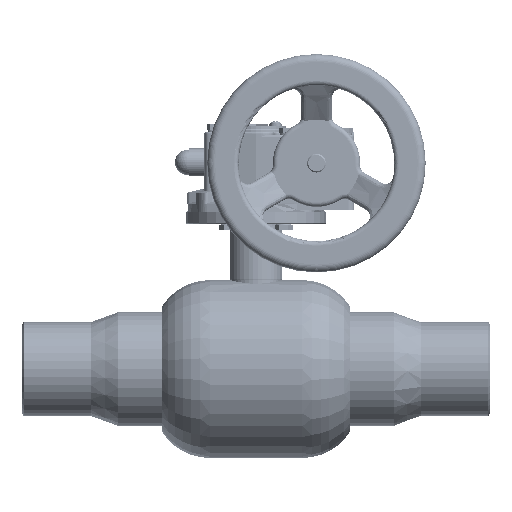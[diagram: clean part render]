
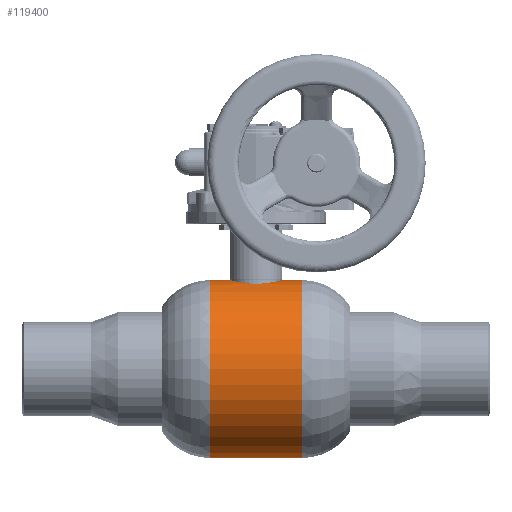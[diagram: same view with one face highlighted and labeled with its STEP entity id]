
A CAD part, top view. The second image highlights one B-rep face of the part: STEP entity #119400.
In plain terms, the highlighted cylindrical face has radius 57 mm (diameter 114 mm), a partial arc.
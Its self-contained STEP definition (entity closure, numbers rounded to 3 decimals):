
#2504 = ORIENTED_EDGE ( 'NONE', *, *, #45635, .F. ) ;
#5840 = DIRECTION ( 'NONE',  ( -1., 0., 0. ) ) ;
#7772 = B_SPLINE_CURVE_WITH_KNOTS ( 'NONE', 3,
 ( #54204, #41061, #41764, #21201, #88535, #108314, #29353, #74013, #18326, #130289, #74736, #63041, #107600, #52065, #96675, #43201, #8053, #52782, #97377, #86403, #65171, #53488, #98082, #131009, #30792, #75439, #42494, #87114 ),
 .UNSPECIFIED., .F., .F.,
 ( 4, 2, 2, 2, 2, 2, 2, 2, 2, 2, 2, 2, 2, 4 ),
 ( 0.025, 0.027, 0.028, 0.031, 0.033, 0.035, 0.036, 0.038, 0.041, 0.042, 0.044, 0.047, 0.049, 0.05 ),
 .UNSPECIFIED. ) ;
#8053 = CARTESIAN_POINT ( 'NONE',  ( -9.765, 55.566, 12.717 ) ) ;
#11479 = CARTESIAN_POINT ( 'NONE',  ( 15.484, 56.857, 4.166 ) ) ;
#13173 = AXIS2_PLACEMENT_3D ( 'NONE', #32693, #46568, #24573 ) ;
#15283 = VERTEX_POINT ( 'NONE', #77101 ) ;
#15441 = VERTEX_POINT ( 'NONE', #49956 ) ;
#18326 = CARTESIAN_POINT ( 'NONE',  ( -14.345, 56.557, 7.107 ) ) ;
#21201 = CARTESIAN_POINT ( 'NONE',  ( -15.869, 56.963, 2.108 ) ) ;
#21757 = CARTESIAN_POINT ( 'NONE',  ( 8.471, 55.359, 13.584 ) ) ;
#22477 = CARTESIAN_POINT ( 'NONE',  ( 0., 54.708, 16. ) ) ;
#23478 = DIRECTION ( 'NONE',  ( -1., 0., 0. ) ) ;
#24573 = DIRECTION ( 'NONE',  ( 0., -1., 0. ) ) ;
#24634 = CARTESIAN_POINT ( 'NONE',  ( 14.368, 56.562, 7.119 ) ) ;
#25009 = DIRECTION ( 'NONE',  ( -1., 0., 0. ) ) ;
#27377 = AXIS2_PLACEMENT_3D ( 'NONE', #85483, #140361, #130084 ) ;
#28281 = CARTESIAN_POINT ( 'NONE',  ( 15.869, 56.963, 2.11 ) ) ;
#28652 = CARTESIAN_POINT ( 'NONE',  ( 29.65, 57., 0. ) ) ;
#29353 = CARTESIAN_POINT ( 'NONE',  ( -15.178, 56.773, 5.171 ) ) ;
#30792 = CARTESIAN_POINT ( 'NONE',  ( -2.098, 54.746, 15.871 ) ) ;
#32693 = CARTESIAN_POINT ( 'NONE',  ( -29.65, 0., 0. ) ) ;
#32763 = CARTESIAN_POINT ( 'NONE',  ( 0.524, 54.708, 16. ) ) ;
#33843 = CARTESIAN_POINT ( 'NONE',  ( 0., -57., 0. ) ) ;
#34905 = CARTESIAN_POINT ( 'NONE',  ( 2.092, 54.746, 15.871 ) ) ;
#35634 = CARTESIAN_POINT ( 'NONE',  ( 12.697, 56.162, 9.749 ) ) ;
#36965 = EDGE_CURVE ( 'NONE', #98044, #15441, #114144, .T. ) ;
#37215 = VERTEX_POINT ( 'NONE', #51611 ) ;
#38106 = CARTESIAN_POINT ( 'NONE',  ( 0., 57., 0. ) ) ;
#40950 = EDGE_CURVE ( 'NONE', #15283, #37215, #90159, .T. ) ;
#41029 = LINE ( 'NONE', #38106, #85735 ) ;
#41061 = CARTESIAN_POINT ( 'NONE',  ( -16., 57., 0.525 ) ) ;
#41764 = CARTESIAN_POINT ( 'NONE',  ( -15.974, 56.993, 1.052 ) ) ;
#42494 = CARTESIAN_POINT ( 'NONE',  ( -0.524, 54.708, 16. ) ) ;
#43201 = CARTESIAN_POINT ( 'NONE',  ( -10.567, 55.715, 12.06 ) ) ;
#44473 = CARTESIAN_POINT ( 'NONE',  ( 11.68, 55.94, 10.948 ) ) ;
#45190 = CARTESIAN_POINT ( 'NONE',  ( 15.179, 56.774, 5.168 ) ) ;
#45635 = EDGE_CURVE ( 'NONE', #37215, #15441, #76318, .T. ) ;
#46083 = EDGE_CURVE ( 'NONE', #81302, #119690, #41029, .T. ) ;
#46187 = FACE_OUTER_BOUND ( 'NONE', #78898, .T. ) ;
#46568 = DIRECTION ( 'NONE',  ( -1., 0., 0. ) ) ;
#48441 = ORIENTED_EDGE ( 'NONE', *, *, #36965, .T. ) ;
#49956 = CARTESIAN_POINT ( 'NONE',  ( -29.65, 57., 0. ) ) ;
#50744 = ORIENTED_EDGE ( 'NONE', *, *, #107360, .F. ) ;
#51611 = CARTESIAN_POINT ( 'NONE',  ( -29.65, -57., 0. ) ) ;
#52065 = CARTESIAN_POINT ( 'NONE',  ( -12.031, 56.015, 10.561 ) ) ;
#52782 = CARTESIAN_POINT ( 'NONE',  ( -8.468, 55.358, 13.585 ) ) ;
#53488 = CARTESIAN_POINT ( 'NONE',  ( -5.17, 54.944, 15.178 ) ) ;
#54204 = CARTESIAN_POINT ( 'NONE',  ( -16., 57., 0. ) ) ;
#57618 = CARTESIAN_POINT ( 'NONE',  ( 8.019, 55.291, 13.855 ) ) ;
#57873 = CARTESIAN_POINT ( 'NONE',  ( 0., 57., 0. ) ) ;
#58015 = CARTESIAN_POINT ( 'NONE',  ( 0., 54.708, 16. ) ) ;
#58744 = EDGE_CURVE ( 'NONE', #15283, #81302, #90440, .T. ) ;
#60032 = DIRECTION ( 'NONE',  ( -1., 0., 0. ) ) ;
#63041 = CARTESIAN_POINT ( 'NONE',  ( -13.003, 56.232, 9.337 ) ) ;
#65171 = CARTESIAN_POINT ( 'NONE',  ( -6.617, 55.105, 14.577 ) ) ;
#68604 = CARTESIAN_POINT ( 'NONE',  ( 5.174, 54.944, 15.176 ) ) ;
#71487 = CARTESIAN_POINT ( 'NONE',  ( 16., 57., 0.527 ) ) ;
#74013 = CARTESIAN_POINT ( 'NONE',  ( -14.572, 56.615, 6.629 ) ) ;
#74736 = CARTESIAN_POINT ( 'NONE',  ( -13.582, 56.368, 8.474 ) ) ;
#75439 = CARTESIAN_POINT ( 'NONE',  ( -1.048, 54.716, 15.974 ) ) ;
#76318 = CIRCLE ( 'NONE', #13173, 57. ) ;
#77101 = CARTESIAN_POINT ( 'NONE',  ( 29.65, -57., 0. ) ) ;
#77414 = CARTESIAN_POINT ( 'NONE',  ( 6.619, 55.105, 14.576 ) ) ;
#78898 = EDGE_LOOP ( 'NONE', ( #130654, #137047, #50744, #129612, #48441, #2504, #104878 ) ) ;
#79577 = CARTESIAN_POINT ( 'NONE',  ( 2.615, 54.768, 15.794 ) ) ;
#80300 = CARTESIAN_POINT ( 'NONE',  ( 13.874, 56.437, 8.037 ) ) ;
#81302 = VERTEX_POINT ( 'NONE', #28652 ) ;
#83193 = CARTESIAN_POINT ( 'NONE',  ( 15.791, 56.942, 2.628 ) ) ;
#84509 = VECTOR ( 'NONE', #25009, 1000. ) ;
#85483 = CARTESIAN_POINT ( 'NONE',  ( 29.65, 0., 0. ) ) ;
#85735 = VECTOR ( 'NONE', #5840, 1000. ) ;
#86403 = CARTESIAN_POINT ( 'NONE',  ( -7.092, 55.164, 14.352 ) ) ;
#87114 = CARTESIAN_POINT ( 'NONE',  ( 0., 54.708, 16. ) ) ;
#88535 = CARTESIAN_POINT ( 'NONE',  ( -15.791, 56.942, 2.629 ) ) ;
#88558 = EDGE_CURVE ( 'NONE', #98044, #124986, #7772, .T. ) ;
#88654 = CARTESIAN_POINT ( 'NONE',  ( 0., 0., 0. ) ) ;
#89085 = CARTESIAN_POINT ( 'NONE',  ( 12.034, 56.015, 10.557 ) ) ;
#90159 = LINE ( 'NONE', #33843, #84509 ) ;
#90440 = CIRCLE ( 'NONE', #27377, 57. ) ;
#91253 = CARTESIAN_POINT ( 'NONE',  ( 10.572, 55.716, 12.055 ) ) ;
#94882 = CARTESIAN_POINT ( 'NONE',  ( 15.974, 56.993, 1.06 ) ) ;
#96675 = CARTESIAN_POINT ( 'NONE',  ( -11.676, 55.939, 10.951 ) ) ;
#97377 = CARTESIAN_POINT ( 'NONE',  ( -8.02, 55.291, 13.855 ) ) ;
#98044 = VERTEX_POINT ( 'NONE', #144811 ) ;
#98082 = CARTESIAN_POINT ( 'NONE',  ( -4.172, 54.858, 15.482 ) ) ;
#102501 = CYLINDRICAL_SURFACE ( 'NONE', #108517, 57. ) ;
#104878 = ORIENTED_EDGE ( 'NONE', *, *, #40950, .F. ) ;
#107360 = EDGE_CURVE ( 'NONE', #124986, #119690, #138907, .T. ) ;
#107600 = CARTESIAN_POINT ( 'NONE',  ( -12.693, 56.161, 9.755 ) ) ;
#108314 = CARTESIAN_POINT ( 'NONE',  ( -15.482, 56.856, 4.171 ) ) ;
#108517 = AXIS2_PLACEMENT_3D ( 'NONE', #88654, #23478, #134001 ) ;
#110434 = VECTOR ( 'NONE', #60032, 1000. ) ;
#113174 = CARTESIAN_POINT ( 'NONE',  ( 7.092, 55.164, 14.352 ) ) ;
#114144 = LINE ( 'NONE', #57873, #110434 ) ;
#116059 = CARTESIAN_POINT ( 'NONE',  ( 16., 57., 0. ) ) ;
#119400 = ADVANCED_FACE ( 'NONE', ( #46187 ), #102501, .T. ) ;
#119690 = VERTEX_POINT ( 'NONE', #121161 ) ;
#121161 = CARTESIAN_POINT ( 'NONE',  ( 16., 57., 0. ) ) ;
#124171 = CARTESIAN_POINT ( 'NONE',  ( 4.173, 54.857, 15.482 ) ) ;
#124986 = VERTEX_POINT ( 'NONE', #58015 ) ;
#129612 = ORIENTED_EDGE ( 'NONE', *, *, #88558, .F. ) ;
#130084 = DIRECTION ( 'NONE',  ( 0., -1., 0. ) ) ;
#130289 = CARTESIAN_POINT ( 'NONE',  ( -13.85, 56.434, 8.028 ) ) ;
#130654 = ORIENTED_EDGE ( 'NONE', *, *, #58744, .T. ) ;
#131009 = CARTESIAN_POINT ( 'NONE',  ( -2.625, 54.769, 15.792 ) ) ;
#133707 = CARTESIAN_POINT ( 'NONE',  ( 13.007, 56.233, 9.331 ) ) ;
#134001 = DIRECTION ( 'NONE',  ( 0., -1., 0. ) ) ;
#135149 = CARTESIAN_POINT ( 'NONE',  ( 1.047, 54.716, 15.974 ) ) ;
#137047 = ORIENTED_EDGE ( 'NONE', *, *, #46083, .T. ) ;
#138907 = B_SPLINE_CURVE_WITH_KNOTS ( 'NONE', 3,
 ( #22477, #32763, #135149, #34905, #79577, #124171, #68604, #77414, #113174, #57618, #21757, #144689, #91253, #44473, #89085, #35634, #133707, #80300, #24634, #45190, #11479, #83193, #28281, #94882, #71487, #116059 ),
 .UNSPECIFIED., .F., .F.,
 ( 4, 2, 2, 2, 2, 2, 2, 2, 2, 2, 2, 2, 4 ),
 ( 0.05, 0.052, 0.053, 0.057, 0.058, 0.06, 0.063, 0.064, 0.066, 0.069, 0.072, 0.074, 0.075 ),
 .UNSPECIFIED. ) ;
#140361 = DIRECTION ( 'NONE',  ( -1., 0., 0. ) ) ;
#144689 = CARTESIAN_POINT ( 'NONE',  ( 9.77, 55.567, 12.713 ) ) ;
#144811 = CARTESIAN_POINT ( 'NONE',  ( -16., 57., 0. ) ) ;
